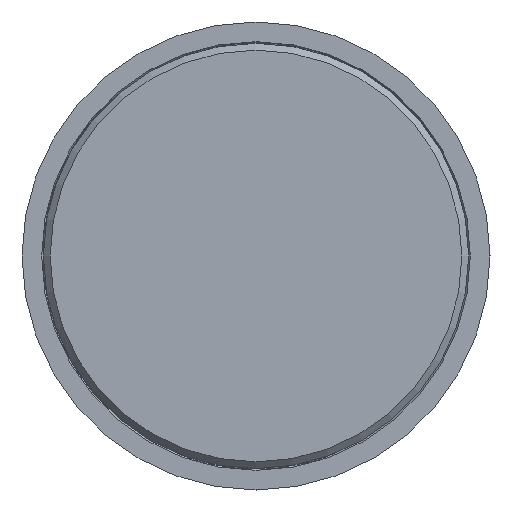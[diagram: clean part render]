
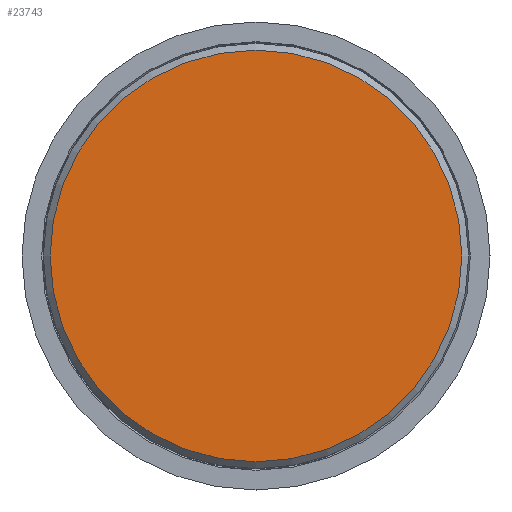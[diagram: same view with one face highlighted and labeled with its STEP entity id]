
A CAD part, front view. The second image highlights one B-rep face of the part: STEP entity #23743.
In plain terms, the highlighted planar face has unit normal (0, -1, 0).
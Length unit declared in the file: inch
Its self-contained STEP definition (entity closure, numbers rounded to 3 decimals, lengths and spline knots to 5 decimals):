
#75 = DIRECTION ( 'NONE',  ( 0., 1., 0. ) ) ;
#5262 = DIRECTION ( 'NONE',  ( 0., 0., 1. ) ) ;
#11915 = DIRECTION ( 'NONE',  ( 0., 1., 0. ) ) ;
#12400 = EDGE_CURVE ( 'NONE', #32308, #32308, #29012, .T. ) ;
#13356 = CARTESIAN_POINT ( 'NONE',  ( 0., 0., 0. ) ) ;
#13906 = AXIS2_PLACEMENT_3D ( 'NONE', #13356, #75, #5262 ) ;
#16624 = ORIENTED_EDGE ( 'NONE', *, *, #12400, .F. ) ;
#18767 = EDGE_LOOP ( 'NONE', ( #16624 ) ) ;
#19616 = FACE_OUTER_BOUND ( 'NONE', #18767, .T. ) ;
#22200 = CARTESIAN_POINT ( 'NONE',  ( 0., 0., 0. ) ) ;
#23733 = CARTESIAN_POINT ( 'NONE',  ( 0., 0., 1.21 ) ) ;
#23743 = ADVANCED_FACE ( 'NONE', ( #19616 ), #24319, .F. ) ;
#24319 = PLANE ( 'NONE',  #28533 ) ;
#28533 = AXIS2_PLACEMENT_3D ( 'NONE', #22200, #11915, #32230 ) ;
#29012 = CIRCLE ( 'NONE', #13906, 1.21 ) ;
#32230 = DIRECTION ( 'NONE',  ( 0., 0., 1. ) ) ;
#32308 = VERTEX_POINT ( 'NONE', #23733 ) ;
